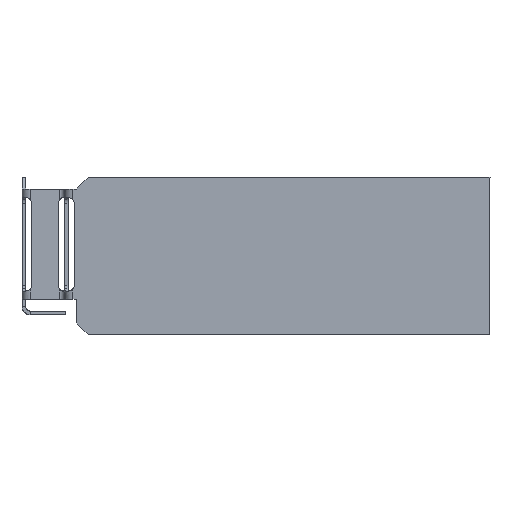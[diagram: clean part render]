
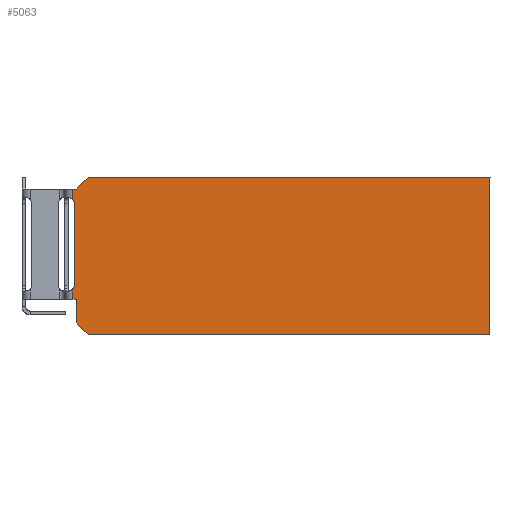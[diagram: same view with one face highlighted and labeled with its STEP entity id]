
A CAD part, front view. The second image highlights one B-rep face of the part: STEP entity #5063.
In plain terms, the highlighted planar face has unit normal (0, -1, 0).
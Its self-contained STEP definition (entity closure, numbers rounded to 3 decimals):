
#4973=AXIS2_PLACEMENT_3D('Plane Axis2P3D',#4970,#4971,#4972) ;
#5031=AXIS2_PLACEMENT_3D('Circle Axis2P3D',#5029,#5030,$) ;
#5045=AXIS2_PLACEMENT_3D('Circle Axis2P3D',#5043,#5044,$) ;
#4677=CARTESIAN_POINT('Line Origine',(10.84,0.,7.5)) ;
#4681=CARTESIAN_POINT('Vertex',(10.84,0.,9.757)) ;
#4683=CARTESIAN_POINT('Vertex',(10.84,0.,7.5)) ;
#4718=CARTESIAN_POINT('Vertex',(10.84,0.,28.743)) ;
#4721=CARTESIAN_POINT('Line Origine',(10.84,0.,28.743)) ;
#4725=CARTESIAN_POINT('Vertex',(10.84,0.,31.)) ;
#4970=CARTESIAN_POINT('Axis2P3D Location',(-114.415,0.,-3.5)) ;
#4975=CARTESIAN_POINT('Line Origine',(11.213,0.,7.5)) ;
#4979=CARTESIAN_POINT('Vertex',(11.585,0.,7.5)) ;
#4982=CARTESIAN_POINT('Line Origine',(11.585,0.,5.)) ;
#4986=CARTESIAN_POINT('Vertex',(11.585,0.,2.5)) ;
#4989=CARTESIAN_POINT('Line Origine',(12.835,0.,1.25)) ;
#4993=CARTESIAN_POINT('Vertex',(14.085,0.,0.)) ;
#4996=CARTESIAN_POINT('Line Origine',(56.835,0.,0.)) ;
#5000=CARTESIAN_POINT('Vertex',(99.585,0.,0.)) ;
#5003=CARTESIAN_POINT('Line Origine',(99.585,0.,16.75)) ;
#5007=CARTESIAN_POINT('Vertex',(99.585,0.,33.5)) ;
#5010=CARTESIAN_POINT('Line Origine',(56.835,0.,33.5)) ;
#5014=CARTESIAN_POINT('Vertex',(14.085,0.,33.5)) ;
#5017=CARTESIAN_POINT('Line Origine',(12.835,0.,32.25)) ;
#5021=CARTESIAN_POINT('Vertex',(11.585,0.,31.)) ;
#5024=CARTESIAN_POINT('Line Origine',(11.213,0.,31.)) ;
#5029=CARTESIAN_POINT('Axis2P3D Location',(9.835,0.,28.)) ;
#5033=CARTESIAN_POINT('Vertex',(11.085,0.,28.)) ;
#5036=CARTESIAN_POINT('Line Origine',(11.085,0.,19.25)) ;
#5040=CARTESIAN_POINT('Vertex',(11.085,0.,10.5)) ;
#5043=CARTESIAN_POINT('Axis2P3D Location',(9.835,0.,10.5)) ;
#4678=DIRECTION('Vector Direction',(0.,0.,1.)) ;
#4722=DIRECTION('Vector Direction',(0.,0.,1.)) ;
#4971=DIRECTION('Axis2P3D Direction',(0.,1.,0.)) ;
#4972=DIRECTION('Axis2P3D XDirection',(-1.,0.,0.)) ;
#4976=DIRECTION('Vector Direction',(1.,0.,0.)) ;
#4983=DIRECTION('Vector Direction',(0.,0.,1.)) ;
#4990=DIRECTION('Vector Direction',(0.707,0.,-0.707)) ;
#4997=DIRECTION('Vector Direction',(-1.,0.,0.)) ;
#5004=DIRECTION('Vector Direction',(0.,0.,-1.)) ;
#5011=DIRECTION('Vector Direction',(1.,0.,0.)) ;
#5018=DIRECTION('Vector Direction',(-0.707,0.,-0.707)) ;
#5025=DIRECTION('Vector Direction',(1.,0.,0.)) ;
#5030=DIRECTION('Axis2P3D Direction',(0.,1.,0.)) ;
#5037=DIRECTION('Vector Direction',(0.,0.,1.)) ;
#5044=DIRECTION('Axis2P3D Direction',(0.,1.,0.)) ;
#4679=VECTOR('Line Direction',#4678,1.) ;
#4723=VECTOR('Line Direction',#4722,1.) ;
#4977=VECTOR('Line Direction',#4976,1.) ;
#4984=VECTOR('Line Direction',#4983,1.) ;
#4991=VECTOR('Line Direction',#4990,1.) ;
#4998=VECTOR('Line Direction',#4997,1.) ;
#5005=VECTOR('Line Direction',#5004,1.) ;
#5012=VECTOR('Line Direction',#5011,1.) ;
#5019=VECTOR('Line Direction',#5018,1.) ;
#5026=VECTOR('Line Direction',#5025,1.) ;
#5038=VECTOR('Line Direction',#5037,1.) ;
#5049=ORIENTED_EDGE('',*,*,#4981,.T.) ;
#5050=ORIENTED_EDGE('',*,*,#4988,.F.) ;
#5051=ORIENTED_EDGE('',*,*,#4995,.T.) ;
#5052=ORIENTED_EDGE('',*,*,#5002,.F.) ;
#5053=ORIENTED_EDGE('',*,*,#5009,.F.) ;
#5054=ORIENTED_EDGE('',*,*,#5016,.F.) ;
#5055=ORIENTED_EDGE('',*,*,#5023,.T.) ;
#5056=ORIENTED_EDGE('',*,*,#5028,.F.) ;
#5057=ORIENTED_EDGE('',*,*,#4727,.T.) ;
#5058=ORIENTED_EDGE('',*,*,#5035,.T.) ;
#5059=ORIENTED_EDGE('',*,*,#5042,.T.) ;
#5060=ORIENTED_EDGE('',*,*,#5047,.T.) ;
#5061=ORIENTED_EDGE('',*,*,#4685,.T.) ;
#5063=ADVANCED_FACE('Koerper.2',(#5062),#4974,.F.) ;
#5032=CIRCLE('generated circle',#5031,1.25) ;
#5046=CIRCLE('generated circle',#5045,1.25) ;
#4685=EDGE_CURVE('',#4682,#4684,#4680,.F.) ;
#4727=EDGE_CURVE('',#4726,#4719,#4724,.F.) ;
#4981=EDGE_CURVE('',#4684,#4980,#4978,.T.) ;
#4988=EDGE_CURVE('',#4987,#4980,#4985,.T.) ;
#4995=EDGE_CURVE('',#4987,#4994,#4992,.T.) ;
#5002=EDGE_CURVE('',#5001,#4994,#4999,.T.) ;
#5009=EDGE_CURVE('',#5008,#5001,#5006,.T.) ;
#5016=EDGE_CURVE('',#5015,#5008,#5013,.T.) ;
#5023=EDGE_CURVE('',#5015,#5022,#5020,.T.) ;
#5028=EDGE_CURVE('',#4726,#5022,#5027,.T.) ;
#5035=EDGE_CURVE('',#4719,#5034,#5032,.T.) ;
#5042=EDGE_CURVE('',#5034,#5041,#5039,.F.) ;
#5047=EDGE_CURVE('',#5041,#4682,#5046,.T.) ;
#5048=EDGE_LOOP('',(#5049,#5050,#5051,#5052,#5053,#5054,#5055,#5056,#5057,#5058,#5059,#5060,#5061)) ;
#5062=FACE_OUTER_BOUND('',#5048,.T.) ;
#4680=LINE('Line',#4677,#4679) ;
#4724=LINE('Line',#4721,#4723) ;
#4978=LINE('Line',#4975,#4977) ;
#4985=LINE('Line',#4982,#4984) ;
#4992=LINE('Line',#4989,#4991) ;
#4999=LINE('Line',#4996,#4998) ;
#5006=LINE('Line',#5003,#5005) ;
#5013=LINE('Line',#5010,#5012) ;
#5020=LINE('Line',#5017,#5019) ;
#5027=LINE('Line',#5024,#5026) ;
#5039=LINE('Line',#5036,#5038) ;
#4974=PLANE('',#4973) ;
#4682=VERTEX_POINT('',#4681) ;
#4684=VERTEX_POINT('',#4683) ;
#4719=VERTEX_POINT('',#4718) ;
#4726=VERTEX_POINT('',#4725) ;
#4980=VERTEX_POINT('',#4979) ;
#4987=VERTEX_POINT('',#4986) ;
#4994=VERTEX_POINT('',#4993) ;
#5001=VERTEX_POINT('',#5000) ;
#5008=VERTEX_POINT('',#5007) ;
#5015=VERTEX_POINT('',#5014) ;
#5022=VERTEX_POINT('',#5021) ;
#5034=VERTEX_POINT('',#5033) ;
#5041=VERTEX_POINT('',#5040) ;
